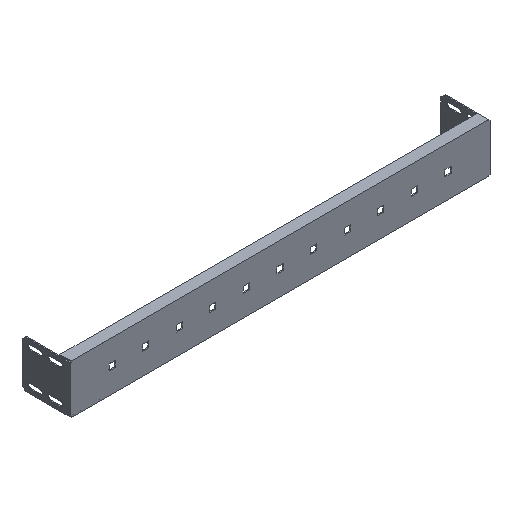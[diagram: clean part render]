
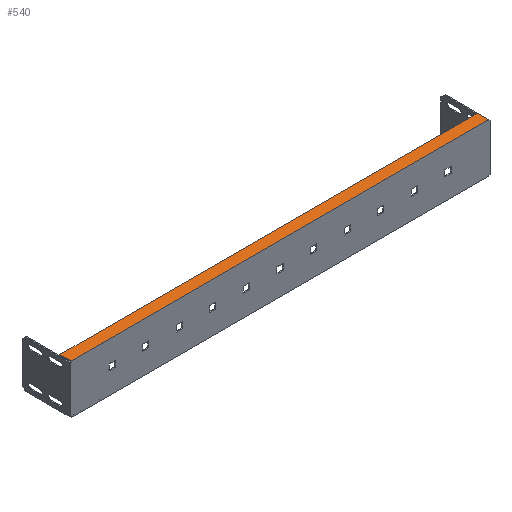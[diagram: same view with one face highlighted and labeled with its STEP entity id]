
A CAD part, isometric view. The second image highlights one B-rep face of the part: STEP entity #540.
In plain terms, the highlighted planar face has unit normal (0, 0, 1).
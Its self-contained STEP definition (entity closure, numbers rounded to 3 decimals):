
#169 = PLANE ( 'NONE',  #3215 ) ;
#235 = ORIENTED_EDGE ( 'NONE', *, *, #1553, .T. ) ;
#312 = DIRECTION ( 'NONE',  ( -1., 0., 0. ) ) ;
#405 = ORIENTED_EDGE ( 'NONE', *, *, #1142, .T. ) ;
#434 = ORIENTED_EDGE ( 'NONE', *, *, #1286, .T. ) ;
#436 = DIRECTION ( 'NONE',  ( 0., -1., 0. ) ) ;
#540 = ADVANCED_FACE ( 'NONE', ( #2808 ), #169, .T. ) ;
#628 = CARTESIAN_POINT ( 'NONE',  ( 310.998, 16.5, 36.5 ) ) ;
#650 = CARTESIAN_POINT ( 'NONE',  ( -310.998, 1.5, 36.5 ) ) ;
#732 = LINE ( 'NONE', #1059, #2058 ) ;
#904 = VERTEX_POINT ( 'NONE', #1031 ) ;
#923 = DIRECTION ( 'NONE',  ( 1., 0., 0. ) ) ;
#939 = LINE ( 'NONE', #650, #3347 ) ;
#1031 = CARTESIAN_POINT ( 'NONE',  ( 310.998, 0., 36.5 ) ) ;
#1059 = CARTESIAN_POINT ( 'NONE',  ( 310.998, 1.5, 36.5 ) ) ;
#1142 = EDGE_CURVE ( 'NONE', #2673, #3795, #3240, .T. ) ;
#1286 = EDGE_CURVE ( 'NONE', #904, #2673, #732, .T. ) ;
#1553 = EDGE_CURVE ( 'NONE', #3243, #904, #3519, .T. ) ;
#1557 = VECTOR ( 'NONE', #312, 1000. ) ;
#1743 = CARTESIAN_POINT ( 'NONE',  ( -310.998, 0., 36.5 ) ) ;
#1908 = CARTESIAN_POINT ( 'NONE',  ( 0., 0., 36.5 ) ) ;
#2058 = VECTOR ( 'NONE', #3656, 1000. ) ;
#2230 = VECTOR ( 'NONE', #923, 1000. ) ;
#2388 = CARTESIAN_POINT ( 'NONE',  ( 0., 0., 36.5 ) ) ;
#2462 = DIRECTION ( 'NONE',  ( 0., -1., 0. ) ) ;
#2571 = CARTESIAN_POINT ( 'NONE',  ( -310.998, 16.5, 36.5 ) ) ;
#2673 = VERTEX_POINT ( 'NONE', #628 ) ;
#2685 = EDGE_CURVE ( 'NONE', #3795, #3243, #939, .T. ) ;
#2808 = FACE_OUTER_BOUND ( 'NONE', #3783, .T. ) ;
#2957 = ORIENTED_EDGE ( 'NONE', *, *, #2685, .T. ) ;
#3118 = DIRECTION ( 'NONE',  ( 0., 0., 1. ) ) ;
#3215 = AXIS2_PLACEMENT_3D ( 'NONE', #1908, #3118, #436 ) ;
#3240 = LINE ( 'NONE', #3255, #1557 ) ;
#3243 = VERTEX_POINT ( 'NONE', #1743 ) ;
#3255 = CARTESIAN_POINT ( 'NONE',  ( 310.998, 16.5, 36.5 ) ) ;
#3347 = VECTOR ( 'NONE', #2462, 1000. ) ;
#3519 = LINE ( 'NONE', #2388, #2230 ) ;
#3656 = DIRECTION ( 'NONE',  ( 0., 1., 0. ) ) ;
#3783 = EDGE_LOOP ( 'NONE', ( #2957, #235, #434, #405 ) ) ;
#3795 = VERTEX_POINT ( 'NONE', #2571 ) ;
